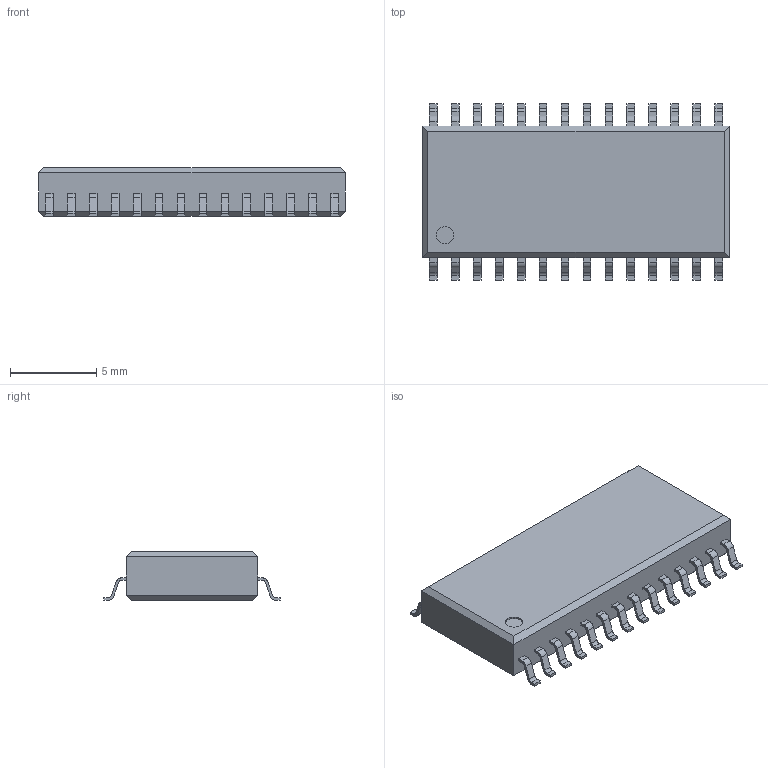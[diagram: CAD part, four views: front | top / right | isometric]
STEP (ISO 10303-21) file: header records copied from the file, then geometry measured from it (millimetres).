
FILE_DESCRIPTION(('STEP AP214'), '1');
FILE_NAME('SOP28', '', ('UNSPECIFIED'), ('UNSPECIFIED'), 'ASCON STEP Converter 1.6', 'ASCON Math Kernel', '');
FILE_SCHEMA(('AUTOMOTIVE_DESIGN { 1 0 10303 214 3 1 1}'));
Length unit declared in the file: millimetre
Bounding box: 17.75 x 10.2 x 2.8 mm (x, y, z)
Volume: 377 mm3; surface area: 461.7 mm2
Topology: 1 solids, 1 shells, 380 faces, 1039 edges, 690 vertices
Faces by surface type: plane 267, cylinder 113
Full cylindrical faces by diameter (mm): 1 x1
Entity records: 15059 total; most frequent: CARTESIAN_POINT 2109, ORIENTED_EDGE 2076, DIRECTION 2026, EDGE_CURVE 1038, LINE 812, VECTOR 812, VERTEX_POINT 690, AXIS2_PLACEMENT_3D 607
